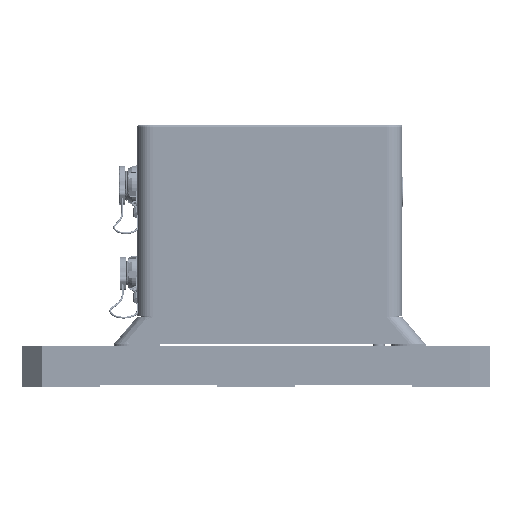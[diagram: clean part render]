
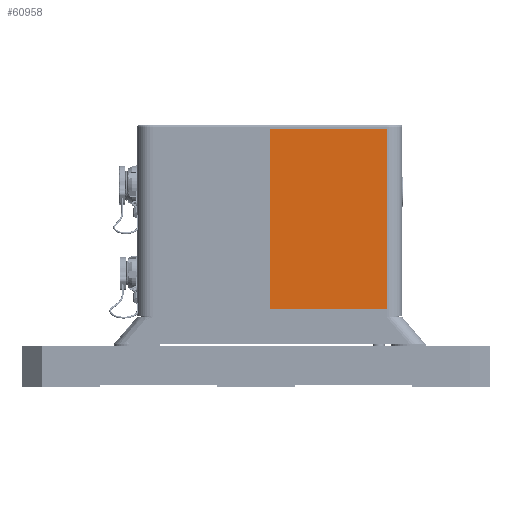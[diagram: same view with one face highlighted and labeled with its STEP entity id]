
A CAD part, left-side view. The second image highlights one B-rep face of the part: STEP entity #60958.
In plain terms, the highlighted face is planar.
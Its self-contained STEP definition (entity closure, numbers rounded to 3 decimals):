
#17854 = VERTEX_POINT ( 'NONE', #229885 ) ;
#18680 = VECTOR ( 'NONE', #149777, 1000. ) ;
#19775 = VECTOR ( 'NONE', #192785, 1000. ) ;
#21660 = VERTEX_POINT ( 'NONE', #177993 ) ;
#22353 = DIRECTION ( 'NONE',  ( -1., 0., 0. ) ) ;
#30869 = VERTEX_POINT ( 'NONE', #200894 ) ;
#39417 = LINE ( 'NONE', #196627, #86210 ) ;
#43532 = CARTESIAN_POINT ( 'NONE',  ( 60., 404.99, 80. ) ) ;
#60958 = ADVANCED_FACE ( 'NONE', ( #134599 ), #94909, .F. ) ;
#73724 = EDGE_CURVE ( 'NONE', #181841, #30869, #117943, .T. ) ;
#78015 = LINE ( 'NONE', #120842, #19775 ) ;
#80223 = ORIENTED_EDGE ( 'NONE', *, *, #81917, .F. ) ;
#81824 = ORIENTED_EDGE ( 'NONE', *, *, #184707, .F. ) ;
#81917 = EDGE_CURVE ( 'NONE', #21660, #181841, #78015, .T. ) ;
#86210 = VECTOR ( 'NONE', #159864, 1000. ) ;
#94909 = PLANE ( 'NONE',  #113770 ) ;
#99739 = DIRECTION ( 'NONE',  ( 0., 0., -1. ) ) ;
#108976 = EDGE_LOOP ( 'NONE', ( #80223, #240046, #81824, #166593 ) ) ;
#113770 = AXIS2_PLACEMENT_3D ( 'NONE', #204436, #99739, #22353 ) ;
#117494 = LINE ( 'NONE', #43532, #231408 ) ;
#117943 = LINE ( 'NONE', #146568, #18680 ) ;
#120842 = CARTESIAN_POINT ( 'NONE',  ( 0., 404.99, 80. ) ) ;
#134599 = FACE_OUTER_BOUND ( 'NONE', #108976, .T. ) ;
#146568 = CARTESIAN_POINT ( 'NONE',  ( -60., 97.5, 80. ) ) ;
#149777 = DIRECTION ( 'NONE',  ( 1., 0., 0. ) ) ;
#159864 = DIRECTION ( 'NONE',  ( 1., 0., 0. ) ) ;
#162005 = CARTESIAN_POINT ( 'NONE',  ( 0., 97.5, 80. ) ) ;
#166593 = ORIENTED_EDGE ( 'NONE', *, *, #73724, .F. ) ;
#177993 = CARTESIAN_POINT ( 'NONE',  ( 0., 5., 80. ) ) ;
#181841 = VERTEX_POINT ( 'NONE', #162005 ) ;
#184707 = EDGE_CURVE ( 'NONE', #30869, #17854, #117494, .T. ) ;
#192785 = DIRECTION ( 'NONE',  ( 0., 1., 0. ) ) ;
#196627 = CARTESIAN_POINT ( 'NONE',  ( -60., 5., 80. ) ) ;
#200894 = CARTESIAN_POINT ( 'NONE',  ( 60., 97.5, 80. ) ) ;
#201585 = EDGE_CURVE ( 'NONE', #21660, #17854, #39417, .T. ) ;
#204436 = CARTESIAN_POINT ( 'NONE',  ( -60., 404.99, 80. ) ) ;
#210921 = DIRECTION ( 'NONE',  ( 0., -1., 0. ) ) ;
#229885 = CARTESIAN_POINT ( 'NONE',  ( 60., 5., 80. ) ) ;
#231408 = VECTOR ( 'NONE', #210921, 1000. ) ;
#240046 = ORIENTED_EDGE ( 'NONE', *, *, #201585, .T. ) ;
